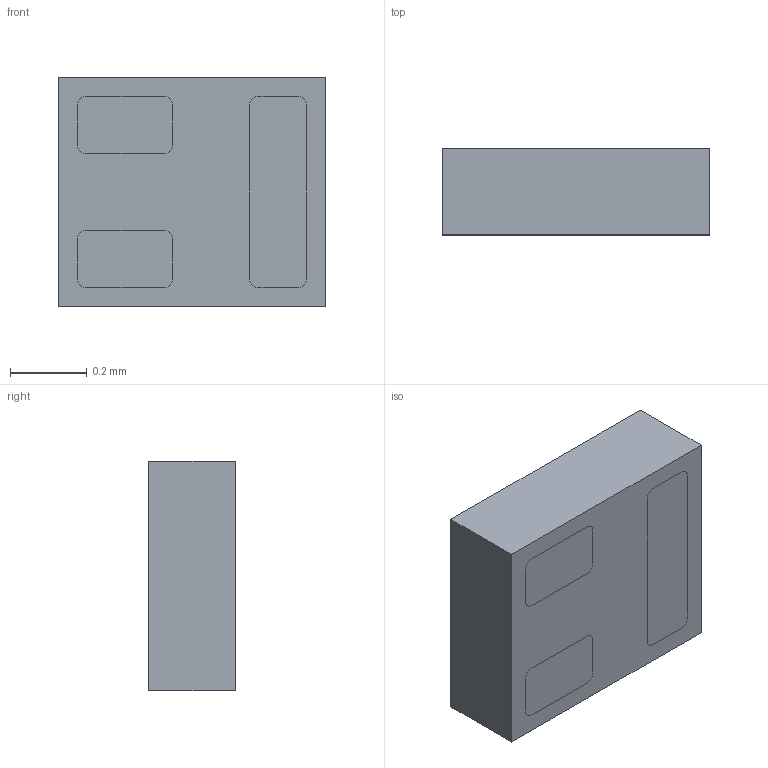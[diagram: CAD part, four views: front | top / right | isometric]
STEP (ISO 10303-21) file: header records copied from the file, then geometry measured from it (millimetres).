
FILE_DESCRIPTION(/* description */ ('Unknown'),/* implementation_level */ '2;1');
FILE_NAME(/* name */ 'X4-DSN0607-3',/* time_stamp */ '2023-04-26T13:19:05+08:00',/* author */ ('Unknown'),/* organization */ ('Unknown'),/* preprocessor_version */ 'ST-DEVELOPER v18.102',/* originating_system */ 'Solid Edge',/* authorisation */ 'Unknown');
FILE_SCHEMA (('AUTOMOTIVE_DESIGN {1 0 10303 214 3 1 1}'));
Length unit declared in the file: millimetre
Products named in the file (3): X4-DSN0607-3; Compound; pin
Assembly tree (2 placements, depth 2):
  X4-DSN0607-3
    Compound
    pin
Bounding box: 0.7 x 0.23 x 0.6 mm (x, y, z)
Volume: 0.1 mm3; surface area: 1.9 mm2
Topology: 4 solids, 4 shells, 63 faces, 156 edges, 104 vertices
Faces by surface type: plane 39, cylinder 24
Entity records: 1964 total; most frequent: DIRECTION 336, CARTESIAN_POINT 326, ORIENTED_EDGE 312, EDGE_CURVE 156, AXIS2_PLACEMENT_3D 114, LINE 108, VECTOR 108, VERTEX_POINT 104
